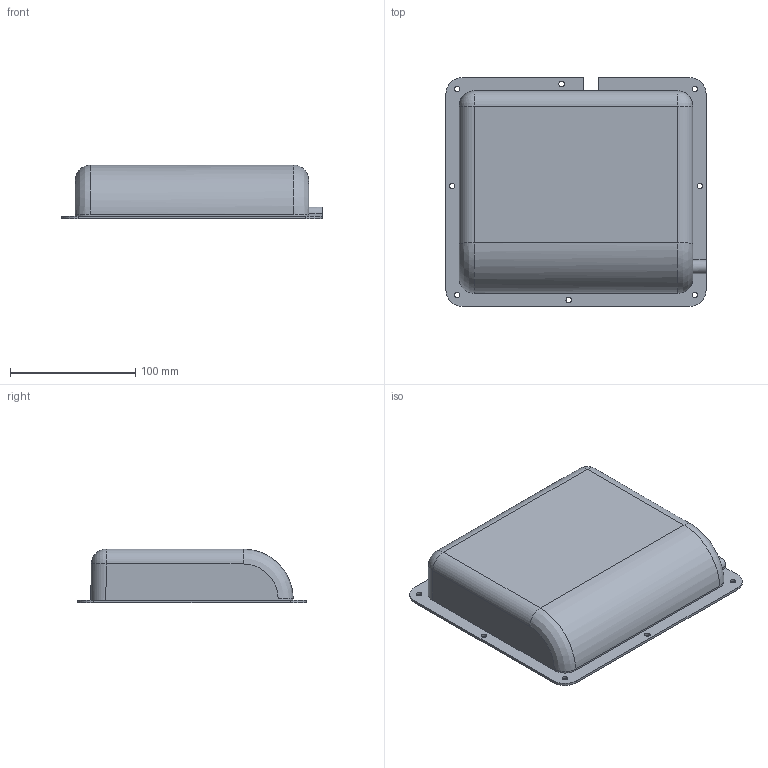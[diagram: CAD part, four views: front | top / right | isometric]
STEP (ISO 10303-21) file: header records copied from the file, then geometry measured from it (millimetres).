
FILE_DESCRIPTION (( 'STEP AP203' ), '1' );
FILE_NAME ('Control Board Cover.STEP', '2018-08-20T05:34:31', ( '' ), ( '' ), 'SwSTEP 2.0', 'SolidWorks 2016', '' );
FILE_SCHEMA (( 'CONFIG_CONTROL_DESIGN' ));
Length unit declared in the file: millimetre
Products named in the file (1): Control Board Cover
Bounding box: 207.99 x 182.73 x 43 mm (x, y, z)
Volume: 166589.2 mm3; surface area: 184101.9 mm2
Topology: 2 solids, 2 shells, 416 faces, 1189 edges, 780 vertices
Faces by surface type: plane 316, cylinder 80, cone 12, bspline 4, sphere 4
Entity records: 13781 total; most frequent: CARTESIAN_POINT 2709, ORIENTED_EDGE 2378, DIRECTION 2143, EDGE_CURVE 1189, VECTOR 987, LINE 987, VERTEX_POINT 780, AXIS2_PLACEMENT_3D 578
